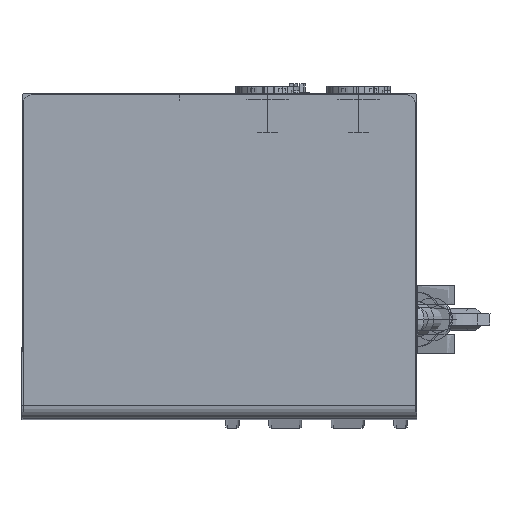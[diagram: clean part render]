
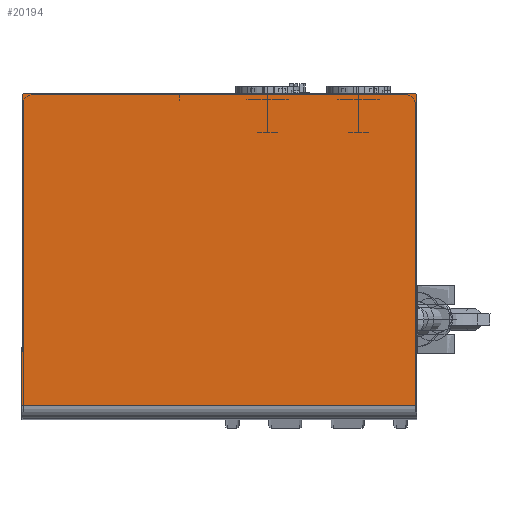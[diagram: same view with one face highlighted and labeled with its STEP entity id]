
A CAD part, top view. The second image highlights one B-rep face of the part: STEP entity #20194.
In plain terms, the highlighted planar face has unit normal (0, 0, 1).
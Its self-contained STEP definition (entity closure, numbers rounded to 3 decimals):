
#18 = CARTESIAN_POINT ( 'NONE',  ( -41.401, 33.63, 1111.984 ) ) ;
#139 = DIRECTION ( 'NONE',  ( 0., 0., -1. ) ) ;
#631 = LINE ( 'NONE', #20162, #18820 ) ;
#1328 = EDGE_LOOP ( 'NONE', ( #14847, #18368, #11846, #3758, #1372, #8793 ) ) ;
#1372 = ORIENTED_EDGE ( 'NONE', *, *, #9706, .F. ) ;
#2013 = CIRCLE ( 'NONE', #22725, 1. ) ;
#2112 = CARTESIAN_POINT ( 'NONE',  ( -127.151, 105.13, 1111.984 ) ) ;
#2195 = CARTESIAN_POINT ( 'NONE',  ( -127.151, 104.13, 1111.984 ) ) ;
#2256 = VECTOR ( 'NONE', #22231, 1000. ) ;
#2792 = VERTEX_POINT ( 'NONE', #2112 ) ;
#3758 = ORIENTED_EDGE ( 'NONE', *, *, #6396, .T. ) ;
#5506 = DIRECTION ( 'NONE',  ( 0., 1., 0. ) ) ;
#5538 = CIRCLE ( 'NONE', #11570, 1. ) ;
#5642 = LINE ( 'NONE', #16911, #2256 ) ;
#6229 = DIRECTION ( 'NONE',  ( 1., 0., 0. ) ) ;
#6396 = EDGE_CURVE ( 'NONE', #20207, #15586, #19568, .T. ) ;
#6702 = CARTESIAN_POINT ( 'NONE',  ( 45.349, -31.87, 1111.984 ) ) ;
#7073 = FACE_OUTER_BOUND ( 'NONE', #1328, .T. ) ;
#7304 = CARTESIAN_POINT ( 'NONE',  ( 44.349, 104.13, 1111.984 ) ) ;
#7651 = CARTESIAN_POINT ( 'NONE',  ( 44.349, 105.13, 1111.984 ) ) ;
#8649 = VECTOR ( 'NONE', #19338, 1000. ) ;
#8793 = ORIENTED_EDGE ( 'NONE', *, *, #14893, .T. ) ;
#9185 = CARTESIAN_POINT ( 'NONE',  ( -128.151, 104.13, 1111.984 ) ) ;
#9706 = EDGE_CURVE ( 'NONE', #19947, #15586, #631, .T. ) ;
#11570 = AXIS2_PLACEMENT_3D ( 'NONE', #7304, #21625, #5506 ) ;
#11779 = LINE ( 'NONE', #22359, #12885 ) ;
#11846 = ORIENTED_EDGE ( 'NONE', *, *, #17377, .F. ) ;
#12496 = PLANE ( 'NONE',  #12948 ) ;
#12885 = VECTOR ( 'NONE', #6229, 1000. ) ;
#12948 = AXIS2_PLACEMENT_3D ( 'NONE', #18, #139, #21415 ) ;
#13837 = EDGE_CURVE ( 'NONE', #2792, #16321, #11779, .T. ) ;
#13952 = CARTESIAN_POINT ( 'NONE',  ( 45.349, 104.13, 1111.984 ) ) ;
#14147 = CARTESIAN_POINT ( 'NONE',  ( -41.401, -31.87, 1111.984 ) ) ;
#14847 = ORIENTED_EDGE ( 'NONE', *, *, #13837, .F. ) ;
#14893 = EDGE_CURVE ( 'NONE', #19947, #16321, #5538, .T. ) ;
#15586 = VERTEX_POINT ( 'NONE', #6702 ) ;
#15871 = CARTESIAN_POINT ( 'NONE',  ( -128.151, -31.87, 1111.984 ) ) ;
#16321 = VERTEX_POINT ( 'NONE', #7651 ) ;
#16911 = CARTESIAN_POINT ( 'NONE',  ( -128.151, -37.87, 1111.984 ) ) ;
#17377 = EDGE_CURVE ( 'NONE', #20207, #23063, #5642, .T. ) ;
#18368 = ORIENTED_EDGE ( 'NONE', *, *, #20553, .T. ) ;
#18518 = DIRECTION ( 'NONE',  ( 0., -1., 0. ) ) ;
#18820 = VECTOR ( 'NONE', #18518, 1000. ) ;
#19338 = DIRECTION ( 'NONE',  ( 1., 0., 0. ) ) ;
#19568 = LINE ( 'NONE', #14147, #8649 ) ;
#19947 = VERTEX_POINT ( 'NONE', #13952 ) ;
#20085 = DIRECTION ( 'NONE',  ( 0., 1., 0. ) ) ;
#20162 = CARTESIAN_POINT ( 'NONE',  ( 45.349, -37.87, 1111.984 ) ) ;
#20194 = ADVANCED_FACE ( 'NONE', ( #7073 ), #12496, .F. ) ;
#20207 = VERTEX_POINT ( 'NONE', #15871 ) ;
#20553 = EDGE_CURVE ( 'NONE', #2792, #23063, #2013, .T. ) ;
#21415 = DIRECTION ( 'NONE',  ( 0., 1., 0. ) ) ;
#21625 = DIRECTION ( 'NONE',  ( 0., 0., 1. ) ) ;
#22191 = DIRECTION ( 'NONE',  ( 0., 0., 1. ) ) ;
#22231 = DIRECTION ( 'NONE',  ( 0., 1., 0. ) ) ;
#22359 = CARTESIAN_POINT ( 'NONE',  ( 45.349, 105.13, 1111.984 ) ) ;
#22725 = AXIS2_PLACEMENT_3D ( 'NONE', #2195, #22191, #20085 ) ;
#23063 = VERTEX_POINT ( 'NONE', #9185 ) ;
